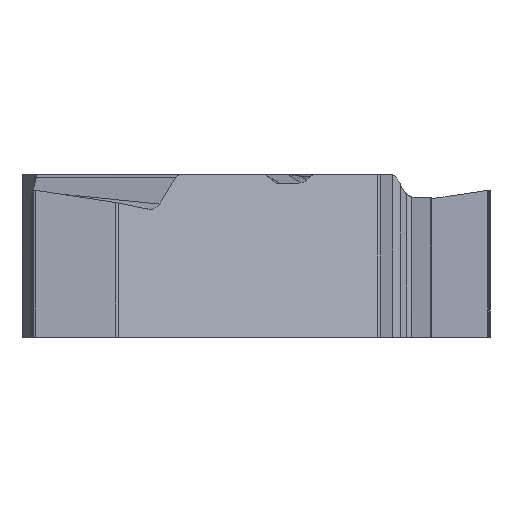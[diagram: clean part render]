
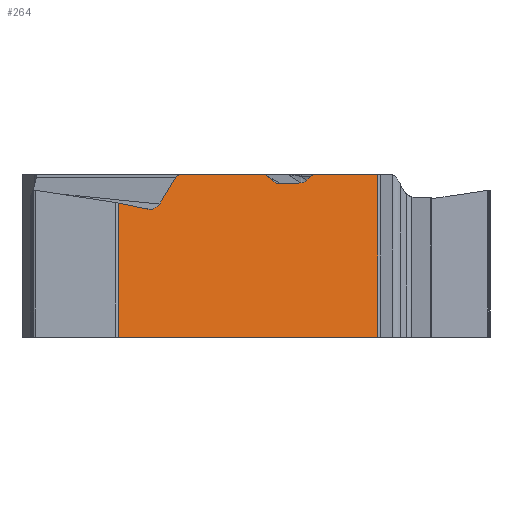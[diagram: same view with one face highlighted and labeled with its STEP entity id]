
A CAD part, front view. The second image highlights one B-rep face of the part: STEP entity #264.
In plain terms, the highlighted planar face has unit normal (0.5, -0.866, 0).
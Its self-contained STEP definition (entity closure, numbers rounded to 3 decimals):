
#118=FACE_OUTER_BOUND('',#781,.T.);
#219=ELLIPSE('',#2145,0.368,0.32);
#220=ELLIPSE('',#2146,0.15,0.15);
#221=ELLIPSE('',#2147,0.167,0.15);
#222=ELLIPSE('',#2148,0.177,0.15);
#264=ADVANCED_FACE('',(#118),#362,.F.);
#362=PLANE('',#2149);
#409=LINE('',#3357,#580);
#464=LINE('',#3619,#635);
#465=LINE('',#3621,#636);
#466=LINE('',#3622,#637);
#467=LINE('',#3624,#638);
#468=LINE('',#3628,#639);
#469=LINE('',#3644,#640);
#470=LINE('',#3660,#641);
#471=LINE('',#3664,#642);
#472=LINE('',#3668,#643);
#580=VECTOR('',#2316,1.);
#635=VECTOR('',#2479,1.);
#636=VECTOR('',#2480,1.);
#637=VECTOR('',#2481,1.);
#638=VECTOR('',#2482,1.);
#639=VECTOR('',#2485,1.);
#640=VECTOR('',#2486,1.);
#641=VECTOR('',#2487,1.);
#642=VECTOR('',#2490,1.);
#643=VECTOR('',#2493,1.);
#781=EDGE_LOOP('',(#1033,#1034,#1035,#1036,#1037,#1038,#1039,#1040,#1041,
#1042,#1043,#1044,#1045,#1046,#1047,#1048));
#1033=ORIENTED_EDGE('',*,*,#1781,.F.);
#1034=ORIENTED_EDGE('',*,*,#1782,.F.);
#1035=ORIENTED_EDGE('',*,*,#1783,.T.);
#1036=ORIENTED_EDGE('',*,*,#1688,.F.);
#1037=ORIENTED_EDGE('',*,*,#1784,.T.);
#1038=ORIENTED_EDGE('',*,*,#1785,.F.);
#1039=ORIENTED_EDGE('',*,*,#1786,.F.);
#1040=ORIENTED_EDGE('',*,*,#1787,.F.);
#1041=ORIENTED_EDGE('',*,*,#1788,.F.);
#1042=ORIENTED_EDGE('',*,*,#1789,.F.);
#1043=ORIENTED_EDGE('',*,*,#1790,.F.);
#1044=ORIENTED_EDGE('',*,*,#1791,.F.);
#1045=ORIENTED_EDGE('',*,*,#1792,.F.);
#1046=ORIENTED_EDGE('',*,*,#1793,.F.);
#1047=ORIENTED_EDGE('',*,*,#1794,.F.);
#1048=ORIENTED_EDGE('',*,*,#1795,.F.);
#1494=VERTEX_POINT('',#3356);
#1495=VERTEX_POINT('',#3358);
#1568=VERTEX_POINT('',#3617);
#1569=VERTEX_POINT('',#3618);
#1570=VERTEX_POINT('',#3620);
#1571=VERTEX_POINT('',#3623);
#1572=VERTEX_POINT('',#3625);
#1573=VERTEX_POINT('',#3627);
#1574=VERTEX_POINT('',#3629);
#1575=VERTEX_POINT('',#3643);
#1576=VERTEX_POINT('',#3645);
#1577=VERTEX_POINT('',#3659);
#1578=VERTEX_POINT('',#3661);
#1579=VERTEX_POINT('',#3663);
#1580=VERTEX_POINT('',#3665);
#1581=VERTEX_POINT('',#3667);
#1688=EDGE_CURVE('',#1494,#1495,#409,.T.);
#1781=EDGE_CURVE('',#1568,#1569,#219,.T.);
#1782=EDGE_CURVE('',#1570,#1568,#464,.T.);
#1783=EDGE_CURVE('',#1570,#1495,#465,.T.);
#1784=EDGE_CURVE('',#1494,#1571,#466,.T.);
#1785=EDGE_CURVE('',#1572,#1571,#467,.T.);
#1786=EDGE_CURVE('',#1573,#1572,#220,.T.);
#1787=EDGE_CURVE('',#1574,#1573,#468,.T.);
#1788=EDGE_CURVE('',#1575,#1574,#2024,.T.);
#1789=EDGE_CURVE('',#1576,#1575,#469,.T.);
#1790=EDGE_CURVE('',#1577,#1576,#2025,.T.);
#1791=EDGE_CURVE('',#1578,#1577,#470,.T.);
#1792=EDGE_CURVE('',#1579,#1578,#221,.T.);
#1793=EDGE_CURVE('',#1580,#1579,#471,.T.);
#1794=EDGE_CURVE('',#1581,#1580,#222,.T.);
#1795=EDGE_CURVE('',#1569,#1581,#472,.T.);
#2024=B_SPLINE_CURVE_WITH_KNOTS('',3,(#3630,#3631,#3632,#3633,#3634,#3635,
#3636,#3637,#3638,#3639,#3640,#3641,#3642),.UNSPECIFIED.,.F.,.F.,(4,3,3,
3,4),(0.,0.249,0.498,0.746,1.),
 .UNSPECIFIED.);
#2025=B_SPLINE_CURVE_WITH_KNOTS('',3,(#3646,#3647,#3648,#3649,#3650,#3651,
#3652,#3653,#3654,#3655,#3656,#3657,#3658),.UNSPECIFIED.,.F.,.F.,(4,3,3,
3,4),(0.,0.234,0.468,0.701,1.),
 .UNSPECIFIED.);
#2145=AXIS2_PLACEMENT_3D('',#3616,#2477,#2478);
#2146=AXIS2_PLACEMENT_3D('',#3626,#2483,#2484);
#2147=AXIS2_PLACEMENT_3D('',#3662,#2488,#2489);
#2148=AXIS2_PLACEMENT_3D('',#3666,#2491,#2492);
#2149=AXIS2_PLACEMENT_3D('',#3669,#2494,#2495);
#2316=DIRECTION('',(-0.866,-0.5,0.));
#2477=DIRECTION('',(0.5,-0.866,0.));
#2478=DIRECTION('',(-0.853,-0.492,0.174));
#2479=DIRECTION('',(0.853,0.492,-0.174));
#2480=DIRECTION('',(0.,0.,-1.));
#2481=DIRECTION('',(0.,0.,1.));
#2482=DIRECTION('',(0.866,0.5,0.));
#2483=DIRECTION('',(-0.5,0.866,0.));
#2484=DIRECTION('',(0.866,0.5,0.));
#2485=DIRECTION('',(0.658,0.38,0.651));
#2486=DIRECTION('',(0.865,0.5,0.043));
#2487=DIRECTION('',(0.686,0.396,-0.611));
#2488=DIRECTION('',(-0.5,0.866,0.));
#2489=DIRECTION('',(-0.866,-0.5,0.));
#2490=DIRECTION('',(0.866,0.5,0.));
#2491=DIRECTION('',(-0.5,0.866,0.));
#2492=DIRECTION('',(-0.866,-0.5,0.));
#2493=DIRECTION('',(0.497,0.287,0.819));
#2494=DIRECTION('',(-0.5,0.866,0.));
#2495=DIRECTION('',(0.,0.,-1.));
#3356=CARTESIAN_POINT('',(4.963,-2.634,-4.02));
#3357=CARTESIAN_POINT('',(-0.367,-5.711,-4.02));
#3358=CARTESIAN_POINT('',(-2.114,-6.72,-4.02));
#3616=CARTESIAN_POINT('',(-1.272,-6.233,-0.201));
#3617=CARTESIAN_POINT('',(-1.32,-6.261,-0.516));
#3618=CARTESIAN_POINT('',(-0.999,-6.076,-0.379));
#3619=CARTESIAN_POINT('',(4.858,-2.694,-1.774));
#3620=CARTESIAN_POINT('',(-2.114,-6.72,-0.354));
#3621=CARTESIAN_POINT('',(-2.114,-6.72,-5.52));
#3622=CARTESIAN_POINT('',(4.963,-2.634,3.42));
#3623=CARTESIAN_POINT('',(4.963,-2.634,0.42));
#3624=CARTESIAN_POINT('',(-0.367,-5.711,0.42));
#3625=CARTESIAN_POINT('',(3.222,-3.639,0.42));
#3626=CARTESIAN_POINT('',(3.222,-3.639,0.27));
#3627=CARTESIAN_POINT('',(3.137,-3.688,0.384));
#3628=CARTESIAN_POINT('',(0.953,-4.949,-1.778));
#3629=CARTESIAN_POINT('',(3.029,-3.75,0.277));
#3630=CARTESIAN_POINT('',(2.857,-3.85,0.198));
#3631=CARTESIAN_POINT('',(2.873,-3.841,0.199));
#3632=CARTESIAN_POINT('',(2.888,-3.832,0.202));
#3633=CARTESIAN_POINT('',(2.904,-3.823,0.205));
#3634=CARTESIAN_POINT('',(2.919,-3.814,0.209));
#3635=CARTESIAN_POINT('',(2.934,-3.805,0.214));
#3636=CARTESIAN_POINT('',(2.949,-3.797,0.221));
#3637=CARTESIAN_POINT('',(2.963,-3.789,0.228));
#3638=CARTESIAN_POINT('',(2.977,-3.78,0.236));
#3639=CARTESIAN_POINT('',(2.99,-3.773,0.245));
#3640=CARTESIAN_POINT('',(3.004,-3.765,0.254));
#3641=CARTESIAN_POINT('',(3.017,-3.757,0.265));
#3642=CARTESIAN_POINT('',(3.029,-3.75,0.277));
#3643=CARTESIAN_POINT('',(2.857,-3.85,0.198));
#3644=CARTESIAN_POINT('',(-0.368,-5.712,0.04));
#3645=CARTESIAN_POINT('',(2.296,-4.173,0.171));
#3646=CARTESIAN_POINT('',(2.124,-4.273,0.233));
#3647=CARTESIAN_POINT('',(2.136,-4.266,0.222));
#3648=CARTESIAN_POINT('',(2.148,-4.259,0.213));
#3649=CARTESIAN_POINT('',(2.161,-4.252,0.206));
#3650=CARTESIAN_POINT('',(2.173,-4.245,0.198));
#3651=CARTESIAN_POINT('',(2.186,-4.237,0.191));
#3652=CARTESIAN_POINT('',(2.2,-4.229,0.186));
#3653=CARTESIAN_POINT('',(2.214,-4.221,0.181));
#3654=CARTESIAN_POINT('',(2.228,-4.213,0.177));
#3655=CARTESIAN_POINT('',(2.242,-4.205,0.174));
#3656=CARTESIAN_POINT('',(2.26,-4.195,0.171));
#3657=CARTESIAN_POINT('',(2.278,-4.184,0.17));
#3658=CARTESIAN_POINT('',(2.296,-4.173,0.171));
#3659=CARTESIAN_POINT('',(2.124,-4.273,0.233));
#3660=CARTESIAN_POINT('',(4.105,-3.129,-1.532));
#3661=CARTESIAN_POINT('',(1.954,-4.371,0.384));
#3662=CARTESIAN_POINT('',(1.861,-4.425,0.27));
#3663=CARTESIAN_POINT('',(1.861,-4.425,0.42));
#3664=CARTESIAN_POINT('',(5.129,-2.538,0.42));
#3665=CARTESIAN_POINT('',(-0.428,-5.746,0.42));
#3666=CARTESIAN_POINT('',(-0.428,-5.746,0.27));
#3667=CARTESIAN_POINT('',(-0.56,-5.822,0.347));
#3668=CARTESIAN_POINT('',(1.171,-4.823,3.2));
#3669=CARTESIAN_POINT('',(-0.367,-5.711,0.));
